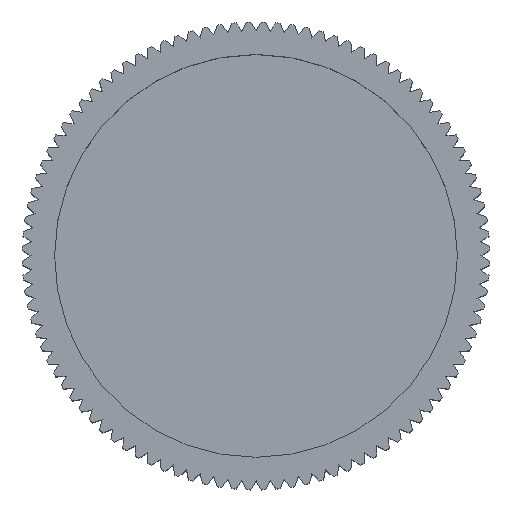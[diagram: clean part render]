
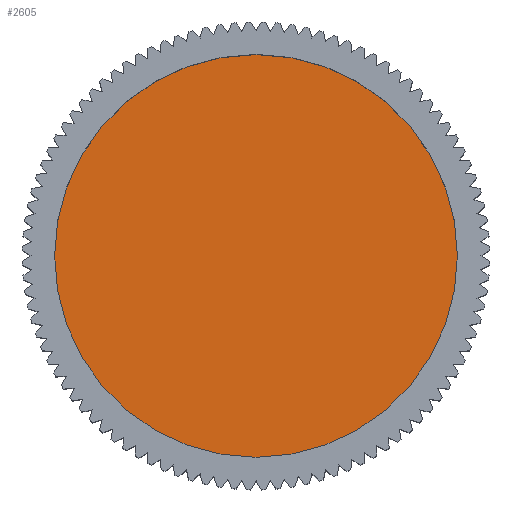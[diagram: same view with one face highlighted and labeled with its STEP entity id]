
A CAD part, top view. The second image highlights one B-rep face of the part: STEP entity #2605.
In plain terms, the highlighted planar face has unit normal (0, 0, 1).
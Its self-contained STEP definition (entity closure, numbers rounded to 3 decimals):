
#2605=ADVANCED_FACE('',(#6456),#6457,.F.);
#4199=VERTEX_POINT('',#8182);
#4239=VERTEX_POINT('',#8223);
#4249=EDGE_CURVE('',#4199,#4239,#8236,.T.);
#4589=EDGE_CURVE('',#4239,#4199,#8604,.T.);
#6456=FACE_OUTER_BOUND('',#11125,.T.);
#6457=PLANE('',#11126);
#8182=CARTESIAN_POINT('',(15.5,0.0,14.0));
#8223=CARTESIAN_POINT('',(-15.5,0.,14.0));
#8236=CIRCLE('',#14329,15.5);
#8604=CIRCLE('',#15027,15.5);
#11125=EDGE_LOOP('',(#18022,#18023));
#11126=AXIS2_PLACEMENT_3D('',#18024,#18025,#18026);
#14329=AXIS2_PLACEMENT_3D('',#19748,#19749,#19750);
#15027=AXIS2_PLACEMENT_3D('',#20377,#20378,#20379);
#18022=ORIENTED_EDGE('',*,*,#4249,.F.);
#18023=ORIENTED_EDGE('',*,*,#4589,.F.);
#18024=CARTESIAN_POINT('',(0.0,0.0,14.0));
#18025=DIRECTION('',(0.0,0.0,-1.0));
#18026=DIRECTION('',(-1.0,0.0,0.0));
#19748=CARTESIAN_POINT('',(0.0,0.0,14.0));
#19749=DIRECTION('',(0.0,0.0,-1.0));
#19750=DIRECTION('',(1.0,0.0,0.0));
#20377=CARTESIAN_POINT('',(0.0,0.0,14.0));
#20378=DIRECTION('',(0.0,0.0,-1.0));
#20379=DIRECTION('',(1.0,0.0,0.0));
